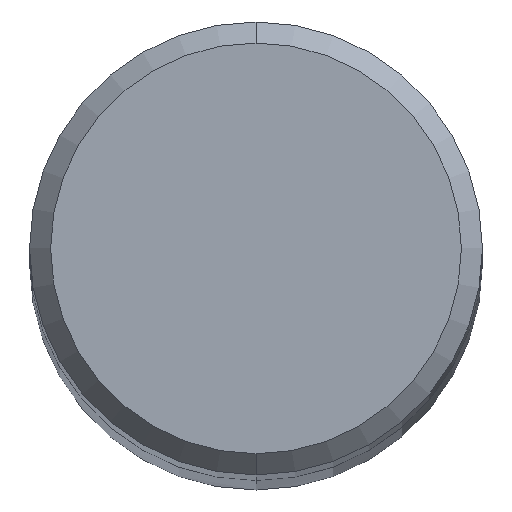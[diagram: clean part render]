
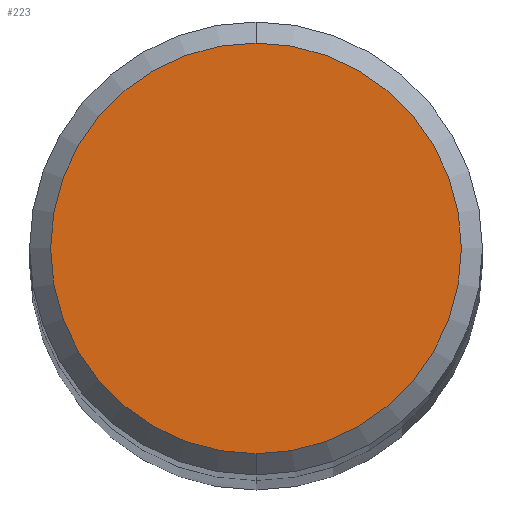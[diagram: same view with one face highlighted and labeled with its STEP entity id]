
A CAD part, top view. The second image highlights one B-rep face of the part: STEP entity #223.
In plain terms, the highlighted planar face has unit normal (0, 0, 1).
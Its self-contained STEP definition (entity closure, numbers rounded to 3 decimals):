
#223=ADVANCED_FACE('',(#488),#489,.T.);
#245=VERTEX_POINT('',#515);
#255=EDGE_CURVE('',#245,#363,#525,.T.);
#267=EDGE_CURVE('',#363,#245,#537,.T.);
#363=VERTEX_POINT('',#640);
#488=FACE_OUTER_BOUND('',#808,.T.);
#489=PLANE('',#809);
#515=CARTESIAN_POINT('',(0.0,5.85,88.0));
#525=CIRCLE('',#850,5.85);
#537=CIRCLE('',#863,5.85);
#640=CARTESIAN_POINT('',(0.,-5.85,88.0));
#808=EDGE_LOOP('',(#1352,#1353));
#809=AXIS2_PLACEMENT_3D('',#1354,#1355,#1356);
#850=AXIS2_PLACEMENT_3D('',#1412,#1413,#1414);
#863=AXIS2_PLACEMENT_3D('',#1415,#1416,#1417);
#1352=ORIENTED_EDGE('',*,*,#255,.F.);
#1353=ORIENTED_EDGE('',*,*,#267,.F.);
#1354=CARTESIAN_POINT('',(0.0,2.925,88.0));
#1355=DIRECTION('',(0.0,0.0,1.0));
#1356=DIRECTION('',(0.0,-1.0,0.0));
#1412=CARTESIAN_POINT('',(0.0,0.0,88.0));
#1413=DIRECTION('',(0.0,0.0,-1.0));
#1414=DIRECTION('',(0.0,1.0,0.0));
#1415=CARTESIAN_POINT('',(0.0,0.0,88.0));
#1416=DIRECTION('',(0.0,0.0,-1.0));
#1417=DIRECTION('',(0.0,1.0,0.0));
